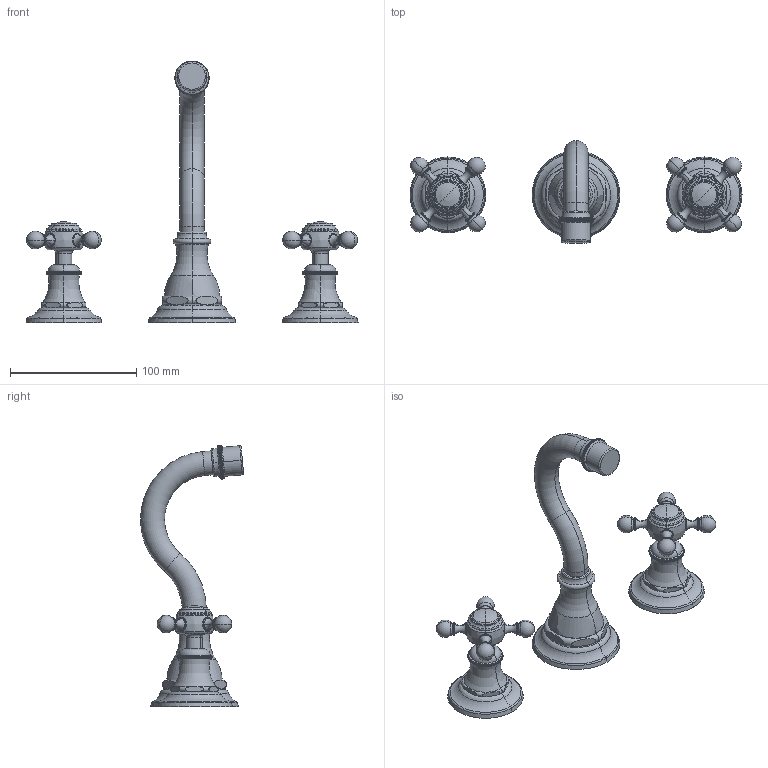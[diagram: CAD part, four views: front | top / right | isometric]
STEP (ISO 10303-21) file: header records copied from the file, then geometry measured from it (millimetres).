
FILE_DESCRIPTION((''),'2;1');
FILE_NAME('3-1761_SW0002','2020-11-30T12:52:57',('rsmith'),(''),'CREO PARAMETRIC BY PTC INC, 2018400','CREO PARAMETRIC BY PTC INC, 2018400','');
FILE_SCHEMA(('AUTOMOTIVE_DESIGN { 1 0 10303 214 1 1 1 1 }'));
Length unit declared in the file: inch
Products named in the file (1): 3-1761_SW0002
Bounding box: 263.27 x 81.65 x 207.73 mm (x, y, z)
Volume: 283559.4 mm3; surface area: 58511.6 mm2
Topology: 3 solids, 3 shells, 745 faces, 1334 edges, 822 vertices
Faces by surface type: plane 467, torus 158, cylinder 50, cone 26, bspline 24, sphere 20
Entity records: 35530 total; most frequent: CARTESIAN_POINT 12041, DIRECTION 2774, ORIENTED_EDGE 2628, PRESENTATION_STYLE_ASSIGNMENT 1864, STYLED_ITEM 1317, CURVE_STYLE 1314, EDGE_CURVE 1314, AXIS2_PLACEMENT_3D 1245
